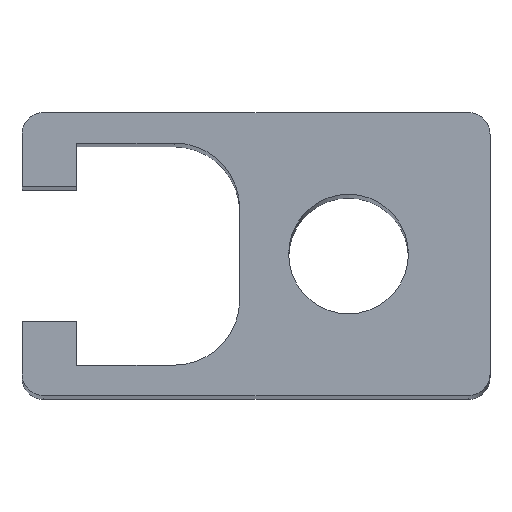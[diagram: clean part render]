
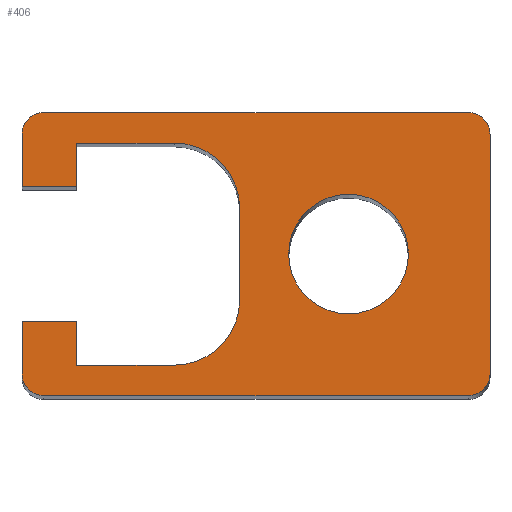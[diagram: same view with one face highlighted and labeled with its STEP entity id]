
A CAD part, top view. The second image highlights one B-rep face of the part: STEP entity #406.
In plain terms, the highlighted planar face has unit normal (0, 0, 1).
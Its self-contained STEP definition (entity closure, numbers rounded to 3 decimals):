
#15=FACE_BOUND($,#81,.T.);
#16=CIRCLE($,#414,3.);
#18=CIRCLE($,#418,3.);
#25=CIRCLE($,#432,2.75);
#26=CIRCLE($,#434,1.);
#27=CIRCLE($,#436,1.);
#28=CIRCLE($,#439,1.);
#29=CIRCLE($,#442,1.);
#57=FACE_OUTER_BOUND($,#80,.T.);
#80=EDGE_LOOP($,(#353,#354,#355,#356,#357,#358,#359,#360,#361,#362,#363,
#364,#365,#366,#367,#368,#369,#370));
#81=EDGE_LOOP($,(#371));
#82=LINE($,#563,#124);
#86=LINE($,#572,#128);
#90=LINE($,#580,#132);
#94=LINE($,#592,#136);
#98=LINE($,#604,#140);
#101=LINE($,#609,#143);
#103=LINE($,#613,#145);
#111=LINE($,#639,#153);
#114=LINE($,#644,#156);
#117=LINE($,#658,#159);
#120=LINE($,#666,#162);
#123=LINE($,#673,#165);
#124=VECTOR($,#449,2.5);
#128=VECTOR($,#455,2.);
#132=VECTOR($,#461,4.5);
#136=VECTOR($,#473,4.2);
#140=VECTOR($,#485,4.5);
#143=VECTOR($,#490,2.);
#145=VECTOR($,#494,2.5);
#153=VECTOR($,#516,2.4);
#156=VECTOR($,#521,2.4);
#159=VECTOR($,#538,19.5);
#162=VECTOR($,#547,11.);
#165=VECTOR($,#556,19.5);
#166=VERTEX_POINT($,#561);
#167=VERTEX_POINT($,#562);
#170=VERTEX_POINT($,#570);
#171=VERTEX_POINT($,#571);
#174=VERTEX_POINT($,#579);
#176=VERTEX_POINT($,#585);
#178=VERTEX_POINT($,#591);
#180=VERTEX_POINT($,#597);
#182=VERTEX_POINT($,#603);
#184=VERTEX_POINT($,#612);
#195=VERTEX_POINT($,#638);
#196=VERTEX_POINT($,#642);
#197=VERTEX_POINT($,#646);
#198=VERTEX_POINT($,#649);
#199=VERTEX_POINT($,#653);
#200=VERTEX_POINT($,#657);
#201=VERTEX_POINT($,#661);
#202=VERTEX_POINT($,#665);
#203=VERTEX_POINT($,#669);
#204=EDGE_CURVE($,#166,#167,#82,.T.);
#208=EDGE_CURVE($,#170,#171,#86,.T.);
#212=EDGE_CURVE($,#171,#174,#90,.T.);
#215=EDGE_CURVE($,#174,#176,#16,.T.);
#218=EDGE_CURVE($,#176,#178,#94,.T.);
#221=EDGE_CURVE($,#178,#180,#18,.T.);
#224=EDGE_CURVE($,#180,#182,#98,.T.);
#227=EDGE_CURVE($,#182,#166,#101,.T.);
#229=EDGE_CURVE($,#184,#170,#103,.T.);
#242=EDGE_CURVE($,#184,#195,#111,.T.);
#245=EDGE_CURVE($,#196,#167,#114,.T.);
#246=EDGE_CURVE($,#197,#197,#25,.T.);
#247=EDGE_CURVE($,#198,#196,#26,.T.);
#249=EDGE_CURVE($,#195,#199,#27,.T.);
#251=EDGE_CURVE($,#199,#200,#117,.T.);
#253=EDGE_CURVE($,#200,#201,#28,.T.);
#255=EDGE_CURVE($,#201,#202,#120,.T.);
#257=EDGE_CURVE($,#202,#203,#29,.T.);
#259=EDGE_CURVE($,#203,#198,#123,.T.);
#353=ORIENTED_EDGE($,*,*,#204,.T.);
#354=ORIENTED_EDGE($,*,*,#245,.F.);
#355=ORIENTED_EDGE($,*,*,#247,.F.);
#356=ORIENTED_EDGE($,*,*,#259,.F.);
#357=ORIENTED_EDGE($,*,*,#257,.F.);
#358=ORIENTED_EDGE($,*,*,#255,.F.);
#359=ORIENTED_EDGE($,*,*,#253,.F.);
#360=ORIENTED_EDGE($,*,*,#251,.F.);
#361=ORIENTED_EDGE($,*,*,#249,.F.);
#362=ORIENTED_EDGE($,*,*,#242,.F.);
#363=ORIENTED_EDGE($,*,*,#229,.T.);
#364=ORIENTED_EDGE($,*,*,#208,.T.);
#365=ORIENTED_EDGE($,*,*,#212,.T.);
#366=ORIENTED_EDGE($,*,*,#215,.T.);
#367=ORIENTED_EDGE($,*,*,#218,.T.);
#368=ORIENTED_EDGE($,*,*,#221,.T.);
#369=ORIENTED_EDGE($,*,*,#224,.T.);
#370=ORIENTED_EDGE($,*,*,#227,.T.);
#371=ORIENTED_EDGE($,*,*,#246,.T.);
#385=PLANE($,#444);
#406=ADVANCED_FACE($,(#57,#15),#385,.T.);
#414=AXIS2_PLACEMENT_3D($,#586,#466,#467);
#418=AXIS2_PLACEMENT_3D($,#598,#478,#479);
#432=AXIS2_PLACEMENT_3D($,#647,#524,#525);
#434=AXIS2_PLACEMENT_3D($,#650,#528,#529);
#436=AXIS2_PLACEMENT_3D($,#654,#533,#534);
#439=AXIS2_PLACEMENT_3D($,#662,#542,#543);
#442=AXIS2_PLACEMENT_3D($,#670,#551,#552);
#444=AXIS2_PLACEMENT_3D($,#674,#557,#558);
#449=DIRECTION($,(-1.,0.,0.));
#455=DIRECTION($,(0.,1.,0.));
#461=DIRECTION($,(1.,0.,0.));
#466=DIRECTION('center_axis',(0.,0.,-1.));
#467=DIRECTION('ref_axis',(1.,0.,0.));
#473=DIRECTION($,(0.,-1.,0.));
#478=DIRECTION('center_axis',(0.,0.,-1.));
#479=DIRECTION('ref_axis',(0.,-1.,0.));
#485=DIRECTION($,(-1.,0.,0.));
#490=DIRECTION($,(0.,1.,0.));
#494=DIRECTION($,(1.,0.,0.));
#516=DIRECTION($,(0.,1.,0.));
#521=DIRECTION($,(0.,1.,0.));
#524=DIRECTION('center_axis',(0.,0.,-1.));
#525=DIRECTION('ref_axis',(0.,1.,0.));
#528=DIRECTION('center_axis',(0.,0.,-1.));
#529=DIRECTION('ref_axis',(-1.,0.,0.));
#533=DIRECTION('center_axis',(0.,0.,-1.));
#534=DIRECTION('ref_axis',(0.,1.,0.));
#538=DIRECTION($,(1.,0.,0.));
#542=DIRECTION('center_axis',(0.,0.,-1.));
#543=DIRECTION('ref_axis',(1.,0.,0.));
#547=DIRECTION($,(0.,-1.,0.));
#551=DIRECTION('center_axis',(0.,0.,-1.));
#552=DIRECTION('ref_axis',(0.,-1.,0.));
#556=DIRECTION($,(-1.,0.,0.));
#557=DIRECTION('center_axis',(0.,0.,1.));
#558=DIRECTION('ref_axis',(0.,-1.,0.));
#561=CARTESIAN_POINT('',(-12.5,-3.1,100.));
#562=CARTESIAN_POINT('',(-15.,-3.1,100.));
#563=CARTESIAN_POINT($,(-12.5,-3.1,100.));
#570=CARTESIAN_POINT('',(-12.5,3.1,100.));
#571=CARTESIAN_POINT('',(-12.5,5.1,100.));
#572=CARTESIAN_POINT($,(-12.5,3.1,100.));
#579=CARTESIAN_POINT('',(-8.,5.1,100.));
#580=CARTESIAN_POINT($,(-12.5,5.1,100.));
#585=CARTESIAN_POINT('',(-5.,2.1,100.));
#586=CARTESIAN_POINT('Origin',(-8.,2.1,100.));
#591=CARTESIAN_POINT('',(-5.,-2.1,100.));
#592=CARTESIAN_POINT($,(-5.,2.1,100.));
#597=CARTESIAN_POINT('',(-8.,-5.1,100.));
#598=CARTESIAN_POINT('Origin',(-8.,-2.1,100.));
#603=CARTESIAN_POINT('',(-12.5,-5.1,100.));
#604=CARTESIAN_POINT($,(-8.,-5.1,100.));
#609=CARTESIAN_POINT($,(-12.5,-5.1,100.));
#612=CARTESIAN_POINT('',(-15.,3.1,100.));
#613=CARTESIAN_POINT($,(-15.,3.1,100.));
#638=CARTESIAN_POINT('',(-15.,5.5,100.));
#639=CARTESIAN_POINT($,(-15.,3.1,100.));
#642=CARTESIAN_POINT('',(-15.,-5.5,100.));
#644=CARTESIAN_POINT($,(-15.,-5.5,100.));
#646=CARTESIAN_POINT('',(0.,-2.75,100.));
#647=CARTESIAN_POINT('Origin',(0.,0.,100.));
#649=CARTESIAN_POINT('',(-14.,-6.5,100.));
#650=CARTESIAN_POINT('Origin',(-14.,-5.5,100.));
#653=CARTESIAN_POINT('',(-14.,6.5,100.));
#654=CARTESIAN_POINT('Origin',(-14.,5.5,100.));
#657=CARTESIAN_POINT('',(5.5,6.5,100.));
#658=CARTESIAN_POINT($,(-14.,6.5,100.));
#661=CARTESIAN_POINT('',(6.5,5.5,100.));
#662=CARTESIAN_POINT('Origin',(5.5,5.5,100.));
#665=CARTESIAN_POINT('',(6.5,-5.5,100.));
#666=CARTESIAN_POINT($,(6.5,5.5,100.));
#669=CARTESIAN_POINT('',(5.5,-6.5,100.));
#670=CARTESIAN_POINT('Origin',(5.5,-5.5,100.));
#673=CARTESIAN_POINT($,(5.5,-6.5,100.));
#674=CARTESIAN_POINT('Origin',(-4.25,0.,
100.));
